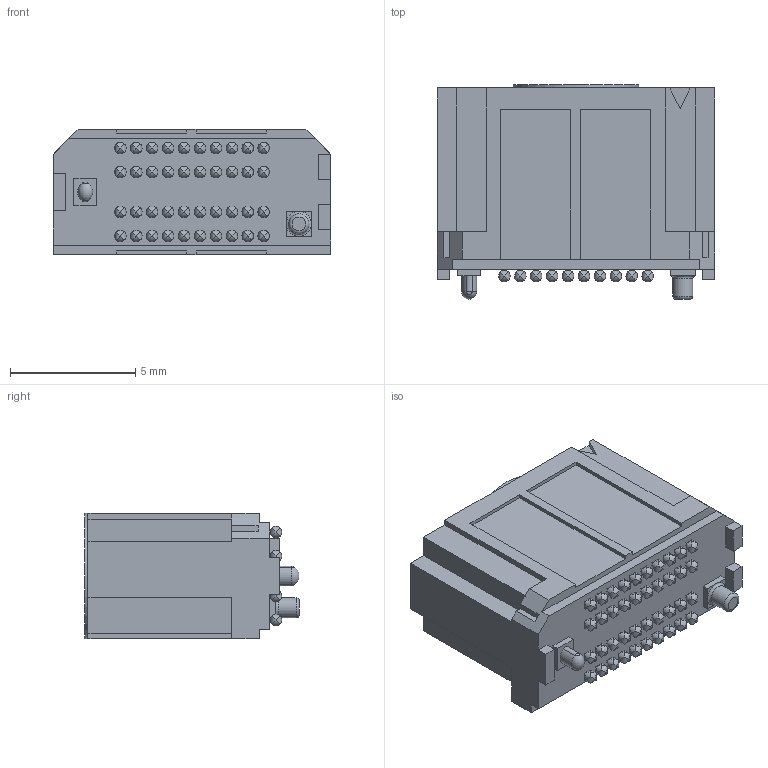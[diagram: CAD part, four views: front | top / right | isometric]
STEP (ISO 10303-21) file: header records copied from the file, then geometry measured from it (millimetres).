
FILE_DESCRIPTION(/* description */ ('STEP AP214'),/* implementation_level */ '2;1');
FILE_NAME(/* name */ 'ADF6-10-07.5-L-4-2-A-TR',/* time_stamp */ '2022-11-30T11:27:01+01:00',/* author */ ('License CC BY-ND 4.0'),/* organization */ ('CADENAS'),/* preprocessor_version */ 'ST-DEVELOPER v18.102',/* originating_system */ 'PARTsolutions',/* authorisation */ ' ');
FILE_SCHEMA (('AUTOMOTIVE_DESIGN {1 0 10303 214 3 1 1}'));
Length unit declared in the file: millimetre
Products named in the file (6): ADF6-10-07.5-L-4-2-A-TR; ADF6_Pad; ADF6-10-07.5_PINS; Al_Pin_2_Alignment_pin; Al_Pin_1_Alignment_pin; ADF6-10-07.5-A_BODY
Assembly tree (6 placements, depth 2):
  ADF6-10-07.5-L-4-2-A-TR
    ADF6_Pad
    ADF6-10-07.5_PINS  x2
    Al_Pin_2_Alignment_pin
    Al_Pin_1_Alignment_pin
    ADF6-10-07.5-A_BODY
Bounding box: 11.07 x 8.55 x 5 mm (x, y, z)
Volume: 299.6 mm3; surface area: 781.4 mm2
Topology: 6 solids, 6 shells, 1458 faces, 3963 edges, 2515 vertices
Faces by surface type: plane 825, cylinder 628, torus 3, sphere 2
Full cylindrical faces by diameter (mm): 0.8 x1, 5 x1
Entity records: 28129 total; most frequent: CARTESIAN_POINT 4891, DIRECTION 4887, ORIENTED_EDGE 4866, EDGE_CURVE 2433, LINE 1771, VECTOR 1771, VERTEX_POINT 1558, AXIS2_PLACEMENT_3D 1558
